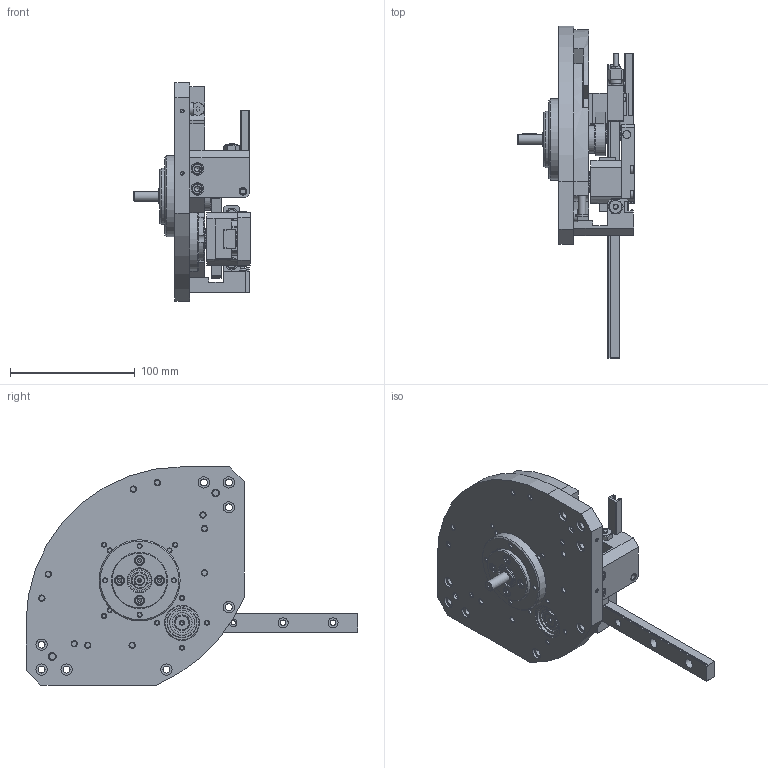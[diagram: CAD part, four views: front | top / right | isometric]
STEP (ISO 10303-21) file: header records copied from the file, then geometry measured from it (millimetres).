
FILE_DESCRIPTION(/* description */ ('STEP AP214'),/* implementation_level */ '2;1');
FILE_NAME(/* name */ '540232_HSW-12-AS',/* time_stamp */ '2024-08-27T09:29:03+02:00',/* author */ ('License CC BY-ND 4.0'),/* organization */ ('CADENAS'),/* preprocessor_version */ 'ST-DEVELOPER v19.3',/* originating_system */ 'PARTsolutions',/* authorisation */ ' ');
FILE_SCHEMA (('AUTOMOTIVE_DESIGN {1 0 10303 214 3 1 1}'));
Length unit declared in the file: millimetre
Products named in the file (42): 540232 HSW-12-AS---(0); 685737 HSW-12-GRUNDPLATTE; 685780 HSW-12-FLANSCH-AS; DIN-625-61800(F); DIN-912 - M4x12(F); 685783 HSW-12-WELLE-AS; DIN471 - 10x1; 685786 HSW-12-AS-BUCHSE; 685746 HSW-12-MITNEHMER; DIN-912 - M3x12(F); 8146543 ZBH-5-B; DIN6885-hF - A2x2x12; 685742 HSW-12-KULISSE-RECHTS; 685754 HSW-12-HALTER-RECHTS; DIN-912 - M5x16(F); 8137184 ZBH-9-B; 657108 HSP-12-SCHIENE; DIN 965 M3x4; 657699 HSP-16-DRUCKSTUECK; 692471 HSW-12-AE/-GE; 685773 HSW-12-STELLSCHRAUBE; 685741 HSW-12-KULISSE-LINKS; 685753 HSW-12-HALTER-LINKS; 685775 HSW-BOLZEN; 733952 HSW-12-AP-AW; DIN-625-61901-2RS(F); DIN-625-6001-2RS(F); 685764 HSW-12-WELLE; DIN-912 - M3x6(F); 685770 HSW-12-LINEAREINHEIT-2; 685770 HSW-12-LINEAREINHEIT-1; 685749 HSW-12-STEG; DIN 439-A - M4; 657742 HSP-12; DIN-912 - M3x8(F); 657700 HSW-12-KURVENROLLE; DIN 125-1-B-6.4; DIN 934 - M6(F); 8197895 HSW-12-AP-AW; DIN-912 - M3x14(F) ...
Assembly tree (80 placements, depth 2):
  540232 HSW-12-AS---(0)
    685737 HSW-12-GRUNDPLATTE
    685780 HSW-12-FLANSCH-AS
    DIN-625-61800(F)  x2
    DIN-912 - M4x12(F)  x4
    685783 HSW-12-WELLE-AS
    DIN471 - 10x1
    685786 HSW-12-AS-BUCHSE
    685746 HSW-12-MITNEHMER
    DIN-912 - M3x12(F)  x3
    8146543 ZBH-5-B  x2
    DIN6885-hF - A2x2x12  x2
    685742 HSW-12-KULISSE-RECHTS
    685754 HSW-12-HALTER-RECHTS
    DIN-912 - M5x16(F)  x10
    8137184 ZBH-9-B  x4
    657108 HSP-12-SCHIENE  x2
    DIN 965 M3x4  x2
    657699 HSP-16-DRUCKSTUECK  x2
    692471 HSW-12-AE/-GE  x2
    685773 HSW-12-STELLSCHRAUBE  x2
    685741 HSW-12-KULISSE-LINKS
    685753 HSW-12-HALTER-LINKS
    685775 HSW-BOLZEN  x2
    733952 HSW-12-AP-AW
    DIN-625-61901-2RS(F)
    DIN-625-6001-2RS(F)
    685764 HSW-12-WELLE
    DIN-912 - M3x6(F)  x4
    685770 HSW-12-LINEAREINHEIT-2
    685770 HSW-12-LINEAREINHEIT-1
    685749 HSW-12-STEG
    DIN 439-A - M4  x2
    657742 HSP-12  x2
    DIN-912 - M3x8(F)  x2
    657700 HSW-12-KURVENROLLE
    DIN 125-1-B-6.4
    DIN 934 - M6(F)
    8197895 HSW-12-AP-AW
    DIN-912 - M3x14(F)  x4
    DIN 6325 - 3x16(F)  x2
    DIN-912 - M4x10(F)  x4
Bounding box: 93.5 x 266 x 175 mm (x, y, z)
Volume: 626042.9 mm3; surface area: 228141.9 mm2
Topology: 80 solids, 80 shells, 2044 faces, 4323 edges, 2582 vertices
Faces by surface type: plane 1005, cone 537, cylinder 454, torus 44, sphere 4
Full cylindrical faces by diameter (mm): 1.5 x2, 2.161 x2, 2.459 x22, 3 x21, 3.242 x23, 3.4 x11, 3.5 x4, 4 x13, 4.134 x16, 4.2 x2, 4.5 x10, 4.917 x5, 5 x14, 5.5 x25, 5.6 x2, 6 x22, 6.2 x2, 6.4 x3, 6.917 x2, 7 x10, 8 x16, 8.5 x10, 9 x16, 9.3 x2, 9.6 x2, 10 x22, 12 x4, 12.45 x3, 13 x5, 15.6 x2
Entity records: 31797 total; most frequent: DIRECTION 5536, CARTESIAN_POINT 5317, ORIENTED_EDGE 4158, AXIS2_PLACEMENT_3D 2279, EDGE_CURVE 2079, FACE_BOUND 2017, EDGE_LOOP 1984, VERTEX_POINT 1608
